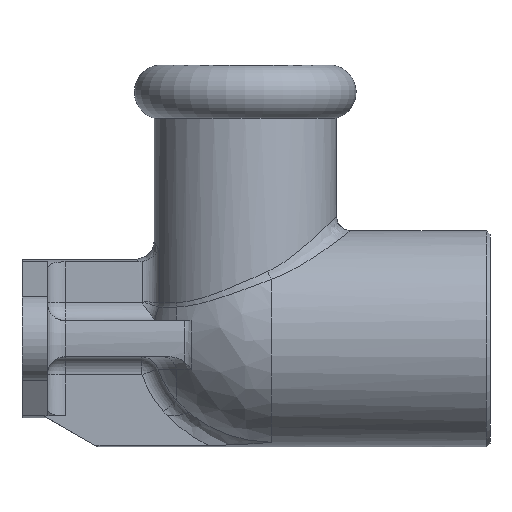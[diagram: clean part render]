
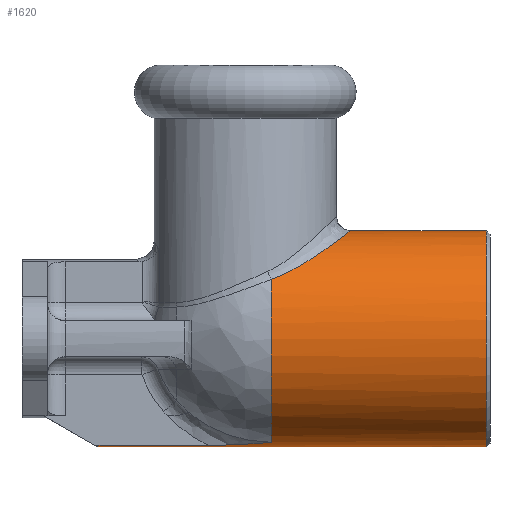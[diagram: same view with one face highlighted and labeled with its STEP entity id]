
A CAD part, left-side view. The second image highlights one B-rep face of the part: STEP entity #1620.
In plain terms, the highlighted cylindrical face has radius 15 mm (diameter 30 mm), a full revolution.
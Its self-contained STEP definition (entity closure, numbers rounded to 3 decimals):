
#26=ELLIPSE('',#1771,30.,15.);
#60=B_SPLINE_CURVE_WITH_KNOTS('',3,(#2473,#2474,#2475,#2476,#2477,#2478,
#2479,#2480),.UNSPECIFIED.,.F.,.F.,(4,2,2,4),(0.,0.175,0.949,
0.951),.UNSPECIFIED.);
#70=B_SPLINE_CURVE_WITH_KNOTS('',3,(#2590,#2591,#2592,#2593,#2594,#2595,
#2596,#2597,#2598,#2599,#2600,#2601,#2602,#2603,#2604,#2605,#2606,#2607,
#2608,#2609,#2610,#2611,#2612,#2613,#2614,#2615,#2616,#2617,#2618,#2619,
#2620,#2621,#2622,#2623,#2624,#2625,#2626,#2627,#2628,#2629,#2630,#2631,
#2632,#2633,#2634,#2635),.UNSPECIFIED.,.F.,.F.,(4,3,3,3,3,3,3,3,3,3,3,3,
3,3,3,4),(-0.002,0.,0.073,0.146,
0.219,0.291,0.362,0.431,
0.484,0.545,0.606,0.667,
0.724,0.781,0.837,0.893),
 .UNSPECIFIED.);
#86=B_SPLINE_CURVE_WITH_KNOTS('',3,(#2980,#2981,#2982,#2983,#2984,#2985,
#2986,#2987,#2988,#2989,#2990,#2991,#2992),.UNSPECIFIED.,.F.,.F.,(4,1,1,
1,1,1,1,1,1,1,4),(-4.191,-3.892,-3.593,
-2.994,-2.395,-1.796,-1.647,
-1.198,-0.599,-0.299,0.),
 .UNSPECIFIED.);
#187=FACE_OUTER_BOUND('',#287,.T.);
#287=EDGE_LOOP('',(#1240,#1241,#1242,#1243,#1244,#1245,#1246,#1247,#1248,
#1249,#1250,#1251,#1252,#1253));
#357=LINE('',#2642,#431);
#369=LINE('',#2679,#443);
#405=LINE('',#2978,#479);
#431=VECTOR('',#1979,10.);
#443=VECTOR('',#1997,10.);
#479=VECTOR('',#2141,15.);
#525=CIRCLE('',#1734,15.);
#526=CIRCLE('',#1735,15.);
#533=CIRCLE('',#1745,15.);
#534=CIRCLE('',#1746,15.);
#535=CIRCLE('',#1747,15.);
#563=CIRCLE('',#1797,15.);
#639=VERTEX_POINT('',#2466);
#640=VERTEX_POINT('',#2472);
#641=VERTEX_POINT('',#2501);
#642=VERTEX_POINT('',#2503);
#653=VERTEX_POINT('',#2583);
#654=VERTEX_POINT('',#2589);
#655=VERTEX_POINT('',#2641);
#669=VERTEX_POINT('',#2677);
#671=VERTEX_POINT('',#2683);
#672=VERTEX_POINT('',#2685);
#673=VERTEX_POINT('',#2687);
#705=VERTEX_POINT('',#2817);
#809=EDGE_CURVE('',#639,#640,#60,.T.);
#811=EDGE_CURVE('',#641,#640,#525,.T.);
#812=EDGE_CURVE('',#642,#641,#526,.T.);
#824=EDGE_CURVE('',#653,#654,#70,.T.);
#826=EDGE_CURVE('',#655,#654,#357,.T.);
#842=EDGE_CURVE('',#639,#669,#369,.T.);
#845=EDGE_CURVE('',#671,#672,#533,.T.);
#846=EDGE_CURVE('',#672,#673,#534,.T.);
#847=EDGE_CURVE('',#673,#671,#535,.T.);
#880=EDGE_CURVE('',#669,#655,#26,.T.);
#923=EDGE_CURVE('',#672,#641,#405,.T.);
#924=EDGE_CURVE('',#653,#705,#563,.T.);
#925=EDGE_CURVE('',#642,#705,#86,.T.);
#1240=ORIENTED_EDGE('',*,*,#847,.F.);
#1241=ORIENTED_EDGE('',*,*,#846,.F.);
#1242=ORIENTED_EDGE('',*,*,#923,.T.);
#1243=ORIENTED_EDGE('',*,*,#811,.T.);
#1244=ORIENTED_EDGE('',*,*,#809,.F.);
#1245=ORIENTED_EDGE('',*,*,#842,.T.);
#1246=ORIENTED_EDGE('',*,*,#880,.T.);
#1247=ORIENTED_EDGE('',*,*,#826,.T.);
#1248=ORIENTED_EDGE('',*,*,#824,.F.);
#1249=ORIENTED_EDGE('',*,*,#924,.T.);
#1250=ORIENTED_EDGE('',*,*,#925,.F.);
#1251=ORIENTED_EDGE('',*,*,#812,.T.);
#1252=ORIENTED_EDGE('',*,*,#923,.F.);
#1253=ORIENTED_EDGE('',*,*,#845,.F.);
#1565=CYLINDRICAL_SURFACE('',#1796,15.);
#1620=ADVANCED_FACE('',(#187),#1565,.T.);
#1734=AXIS2_PLACEMENT_3D('',#2502,#1967,#1968);
#1735=AXIS2_PLACEMENT_3D('',#2504,#1969,#1970);
#1745=AXIS2_PLACEMENT_3D('',#2686,#2003,#2004);
#1746=AXIS2_PLACEMENT_3D('',#2688,#2005,#2006);
#1747=AXIS2_PLACEMENT_3D('',#2689,#2007,#2008);
#1771=AXIS2_PLACEMENT_3D('',#2774,#2072,#2073);
#1796=AXIS2_PLACEMENT_3D('',#2977,#2139,#2140);
#1797=AXIS2_PLACEMENT_3D('',#2979,#2142,#2143);
#1967=DIRECTION('center_axis',(0.,-1.,0.));
#1968=DIRECTION('ref_axis',(1.,0.,0.));
#1969=DIRECTION('center_axis',(0.,-1.,0.));
#1970=DIRECTION('ref_axis',(1.,0.,0.));
#1979=DIRECTION('',(0.,-1.,0.));
#1997=DIRECTION('',(0.,1.,0.));
#2003=DIRECTION('center_axis',(0.,-1.,0.));
#2004=DIRECTION('ref_axis',(-1.,0.,0.));
#2005=DIRECTION('center_axis',(0.,-1.,0.));
#2006=DIRECTION('ref_axis',(-1.,0.,0.));
#2007=DIRECTION('center_axis',(0.,-1.,0.));
#2008=DIRECTION('ref_axis',(-1.,0.,0.));
#2072=DIRECTION('center_axis',(0.,-0.5,0.866));
#2073=DIRECTION('ref_axis',(0.,0.866,0.5));
#2139=DIRECTION('center_axis',(0.,-1.,0.));
#2140=DIRECTION('ref_axis',(1.,0.,0.));
#2141=DIRECTION('',(0.,1.,0.));
#2142=DIRECTION('center_axis',(0.,-1.,0.));
#2143=DIRECTION('ref_axis',(1.,0.,0.));
#2466=CARTESIAN_POINT('',(-2.5,5.106,-14.79));
#2472=CARTESIAN_POINT('',(-4.286,-3.621,-14.375));
#2473=CARTESIAN_POINT('Ctrl Pts',(-2.5,5.106,-14.79));
#2474=CARTESIAN_POINT('Ctrl Pts',(-2.5,4.524,-14.79));
#2475=CARTESIAN_POINT('Ctrl Pts',(-2.538,3.937,-14.784));
#2476=CARTESIAN_POINT('Ctrl Pts',(-2.887,0.794,-14.722));
#2477=CARTESIAN_POINT('Ctrl Pts',(-3.706,-1.836,-14.547));
#2478=CARTESIAN_POINT('Ctrl Pts',(-4.282,-3.609,-14.376));
#2479=CARTESIAN_POINT('Ctrl Pts',(-4.284,-3.615,-14.375));
#2480=CARTESIAN_POINT('Ctrl Pts',(-4.286,-3.621,-14.375));
#2501=CARTESIAN_POINT('',(-15.,-3.621,0.));
#2502=CARTESIAN_POINT('Origin',(0.,-3.621,0.));
#2503=CARTESIAN_POINT('',(-12.525,-3.621,8.253));
#2504=CARTESIAN_POINT('Origin',(0.,-3.621,0.));
#2583=CARTESIAN_POINT('',(4.286,-3.621,-14.375));
#2589=CARTESIAN_POINT('',(2.5,5.106,-14.79));
#2590=CARTESIAN_POINT('Ctrl Pts',(4.286,-3.621,-14.375));
#2591=CARTESIAN_POINT('Ctrl Pts',(4.284,-3.615,-14.375));
#2592=CARTESIAN_POINT('Ctrl Pts',(4.282,-3.609,-14.376));
#2593=CARTESIAN_POINT('Ctrl Pts',(4.279,-3.602,-14.377));
#2594=CARTESIAN_POINT('Ctrl Pts',(4.204,-3.371,-14.399));
#2595=CARTESIAN_POINT('Ctrl Pts',(4.13,-3.14,-14.42));
#2596=CARTESIAN_POINT('Ctrl Pts',(4.057,-2.907,-14.441));
#2597=CARTESIAN_POINT('Ctrl Pts',(3.984,-2.675,-14.462));
#2598=CARTESIAN_POINT('Ctrl Pts',(3.912,-2.442,-14.482));
#2599=CARTESIAN_POINT('Ctrl Pts',(3.842,-2.208,-14.501));
#2600=CARTESIAN_POINT('Ctrl Pts',(3.772,-1.976,-14.52));
#2601=CARTESIAN_POINT('Ctrl Pts',(3.703,-1.742,-14.537));
#2602=CARTESIAN_POINT('Ctrl Pts',(3.636,-1.509,-14.554));
#2603=CARTESIAN_POINT('Ctrl Pts',(3.569,-1.279,-14.571));
#2604=CARTESIAN_POINT('Ctrl Pts',(3.505,-1.049,-14.587));
#2605=CARTESIAN_POINT('Ctrl Pts',(3.443,-0.819,-14.601));
#2606=CARTESIAN_POINT('Ctrl Pts',(3.381,-0.592,-14.616));
#2607=CARTESIAN_POINT('Ctrl Pts',(3.321,-0.364,-14.63));
#2608=CARTESIAN_POINT('Ctrl Pts',(3.263,-0.136,-14.642));
#2609=CARTESIAN_POINT('Ctrl Pts',(3.207,0.086,-14.655));
#2610=CARTESIAN_POINT('Ctrl Pts',(3.153,0.308,-14.666));
#2611=CARTESIAN_POINT('Ctrl Pts',(3.101,0.531,-14.677));
#2612=CARTESIAN_POINT('Ctrl Pts',(3.061,0.702,-14.685));
#2613=CARTESIAN_POINT('Ctrl Pts',(3.023,0.872,-14.693));
#2614=CARTESIAN_POINT('Ctrl Pts',(2.986,1.043,-14.7));
#2615=CARTESIAN_POINT('Ctrl Pts',(2.944,1.239,-14.709));
#2616=CARTESIAN_POINT('Ctrl Pts',(2.904,1.436,-14.716));
#2617=CARTESIAN_POINT('Ctrl Pts',(2.866,1.635,-14.724));
#2618=CARTESIAN_POINT('Ctrl Pts',(2.827,1.837,-14.731));
#2619=CARTESIAN_POINT('Ctrl Pts',(2.791,2.04,-14.738));
#2620=CARTESIAN_POINT('Ctrl Pts',(2.757,2.244,-14.744));
#2621=CARTESIAN_POINT('Ctrl Pts',(2.724,2.443,-14.751));
#2622=CARTESIAN_POINT('Ctrl Pts',(2.694,2.643,-14.756));
#2623=CARTESIAN_POINT('Ctrl Pts',(2.666,2.844,-14.761));
#2624=CARTESIAN_POINT('Ctrl Pts',(2.64,3.036,-14.766));
#2625=CARTESIAN_POINT('Ctrl Pts',(2.616,3.229,-14.77));
#2626=CARTESIAN_POINT('Ctrl Pts',(2.596,3.421,-14.774));
#2627=CARTESIAN_POINT('Ctrl Pts',(2.575,3.61,-14.777));
#2628=CARTESIAN_POINT('Ctrl Pts',(2.558,3.799,-14.78));
#2629=CARTESIAN_POINT('Ctrl Pts',(2.544,3.988,-14.783));
#2630=CARTESIAN_POINT('Ctrl Pts',(2.53,4.175,-14.785));
#2631=CARTESIAN_POINT('Ctrl Pts',(2.519,4.362,-14.787));
#2632=CARTESIAN_POINT('Ctrl Pts',(2.511,4.549,-14.788));
#2633=CARTESIAN_POINT('Ctrl Pts',(2.504,4.735,-14.789));
#2634=CARTESIAN_POINT('Ctrl Pts',(2.5,4.921,-14.789));
#2635=CARTESIAN_POINT('Ctrl Pts',(2.5,5.106,-14.789));
#2641=CARTESIAN_POINT('',(2.5,20.863,-14.79));
#2642=CARTESIAN_POINT('',(2.5,-18.811,-14.79));
#2677=CARTESIAN_POINT('',(-2.5,20.863,-14.79));
#2679=CARTESIAN_POINT('',(-2.5,-18.811,-14.79));
#2683=CARTESIAN_POINT('',(15.,-33.5,0.));
#2685=CARTESIAN_POINT('',(-15.,-33.5,0.));
#2686=CARTESIAN_POINT('Origin',(0.,-33.5,0.));
#2687=CARTESIAN_POINT('',(0.,-33.5,-15.));
#2688=CARTESIAN_POINT('Origin',(0.,-33.5,0.));
#2689=CARTESIAN_POINT('Origin',(0.,-33.5,0.));
#2774=CARTESIAN_POINT('Origin',(0.,46.481,0.));
#2817=CARTESIAN_POINT('',(12.525,-3.621,8.253));
#2977=CARTESIAN_POINT('Origin',(0.,-18.811,0.));
#2978=CARTESIAN_POINT('',(-15.,-18.811,0.));
#2979=CARTESIAN_POINT('Origin',(0.,-3.621,0.));
#2980=CARTESIAN_POINT('Ctrl Pts',(-12.525,-3.621,8.253));
#2981=CARTESIAN_POINT('Ctrl Pts',(-12.322,-4.527,8.563));
#2982=CARTESIAN_POINT('Ctrl Pts',(-11.777,-6.237,9.339));
#2983=CARTESIAN_POINT('Ctrl Pts',(-10.225,-9.24,11.091));
#2984=CARTESIAN_POINT('Ctrl Pts',(-7.478,-12.368,13.277));
#2985=CARTESIAN_POINT('Ctrl Pts',(-2.751,-14.739,15.065));
#2986=CARTESIAN_POINT('Ctrl Pts',(1.361,-14.75,15.076));
#2987=CARTESIAN_POINT('Ctrl Pts',(4.708,-13.756,14.323));
#2988=CARTESIAN_POINT('Ctrl Pts',(7.73,-12.072,13.072));
#2989=CARTESIAN_POINT('Ctrl Pts',(10.224,-9.248,11.095));
#2990=CARTESIAN_POINT('Ctrl Pts',(11.779,-6.23,9.335));
#2991=CARTESIAN_POINT('Ctrl Pts',(12.322,-4.527,8.563));
#2992=CARTESIAN_POINT('Ctrl Pts',(12.525,-3.621,8.253));
